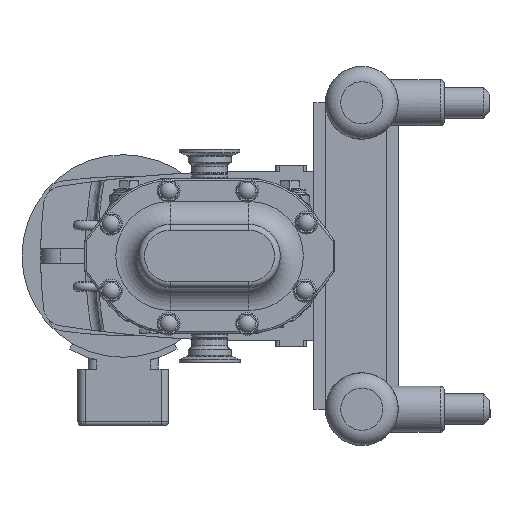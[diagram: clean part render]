
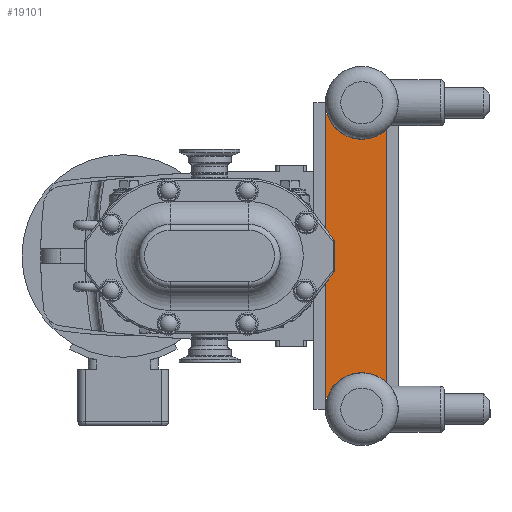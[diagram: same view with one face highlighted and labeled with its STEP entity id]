
A CAD part, left-side view. The second image highlights one B-rep face of the part: STEP entity #19101.
In plain terms, the highlighted planar face has unit normal (-1, 0, 0).
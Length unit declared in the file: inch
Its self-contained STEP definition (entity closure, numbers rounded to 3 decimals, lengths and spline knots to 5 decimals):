
#850=CIRCLE('',#20435,1.19);
#851=CIRCLE('',#20436,1.19);
#2077=PLANE('',#20434);
#2746=FACE_OUTER_BOUND('',#3899,.T.);
#3899=EDGE_LOOP('',(#14294,#14295,#14296,#14297,#14298,#14299));
#5258=LINE('',#30721,#6664);
#5262=LINE('',#30739,#6668);
#5263=LINE('',#30743,#6669);
#5264=LINE('',#30746,#6670);
#6664=VECTOR('',#23612,0.3937);
#6668=VECTOR('',#23620,0.3937);
#6669=VECTOR('',#23623,0.3937);
#6670=VECTOR('',#23626,0.3937);
#8367=VERTEX_POINT('',#30714);
#8369=VERTEX_POINT('',#30719);
#8374=VERTEX_POINT('',#30738);
#8375=VERTEX_POINT('',#30740);
#8376=VERTEX_POINT('',#30742);
#8377=VERTEX_POINT('',#30744);
#10556=EDGE_CURVE('',#8367,#8369,#5258,.T.);
#10562=EDGE_CURVE('',#8369,#8374,#5262,.T.);
#10563=EDGE_CURVE('',#8374,#8375,#850,.T.);
#10564=EDGE_CURVE('',#8375,#8376,#5263,.T.);
#10565=EDGE_CURVE('',#8376,#8377,#851,.T.);
#10566=EDGE_CURVE('',#8377,#8367,#5264,.T.);
#14294=ORIENTED_EDGE('',*,*,#10556,.T.);
#14295=ORIENTED_EDGE('',*,*,#10562,.T.);
#14296=ORIENTED_EDGE('',*,*,#10563,.T.);
#14297=ORIENTED_EDGE('',*,*,#10564,.T.);
#14298=ORIENTED_EDGE('',*,*,#10565,.T.);
#14299=ORIENTED_EDGE('',*,*,#10566,.T.);
#19101=ADVANCED_FACE('',(#2746),#2077,.T.);
#20434=AXIS2_PLACEMENT_3D('',#30737,#23618,#23619);
#20435=AXIS2_PLACEMENT_3D('',#30741,#23621,#23622);
#20436=AXIS2_PLACEMENT_3D('',#30745,#23624,#23625);
#23612=DIRECTION('',(0.,0.,-1.));
#23618=DIRECTION('center_axis',(-1.,0.,0.));
#23619=DIRECTION('ref_axis',(0.,0.,
1.));
#23620=DIRECTION('',(0.,-1.,0.));
#23621=DIRECTION('center_axis',(1.,0.,0.));
#23622=DIRECTION('ref_axis',(0.,-0.681,0.733));
#23623=DIRECTION('',(0.,0.,1.));
#23624=DIRECTION('center_axis',(1.,0.,0.));
#23625=DIRECTION('ref_axis',(0.,0.95,-0.311));
#23626=DIRECTION('',(0.,1.,0.));
#30714=CARTESIAN_POINT('',(3.772,-3.7815,4.63));
#30719=CARTESIAN_POINT('',(3.772,-3.7815,-4.62));
#30721=CARTESIAN_POINT('',(3.772,-3.7815,0.00161));
#30737=CARTESIAN_POINT('Origin',(3.772,-4.71672,0.00321));
#30738=CARTESIAN_POINT('',(3.772,-3.8413,-4.62));
#30739=CARTESIAN_POINT('',(3.772,-3.8413,-4.62));
#30740=CARTESIAN_POINT('',(3.772,-5.779,-4.12822));
#30741=CARTESIAN_POINT('Origin',(3.772,-4.969,-5.));
#30742=CARTESIAN_POINT('',(3.772,-5.779,4.12822));
#30743=CARTESIAN_POINT('',(3.772,-5.779,4.12822));
#30744=CARTESIAN_POINT('',(3.772,-3.83798,4.63));
#30745=CARTESIAN_POINT('Origin',(3.772,-4.969,5.));
#30746=CARTESIAN_POINT('',(3.772,-3.779,4.63));
